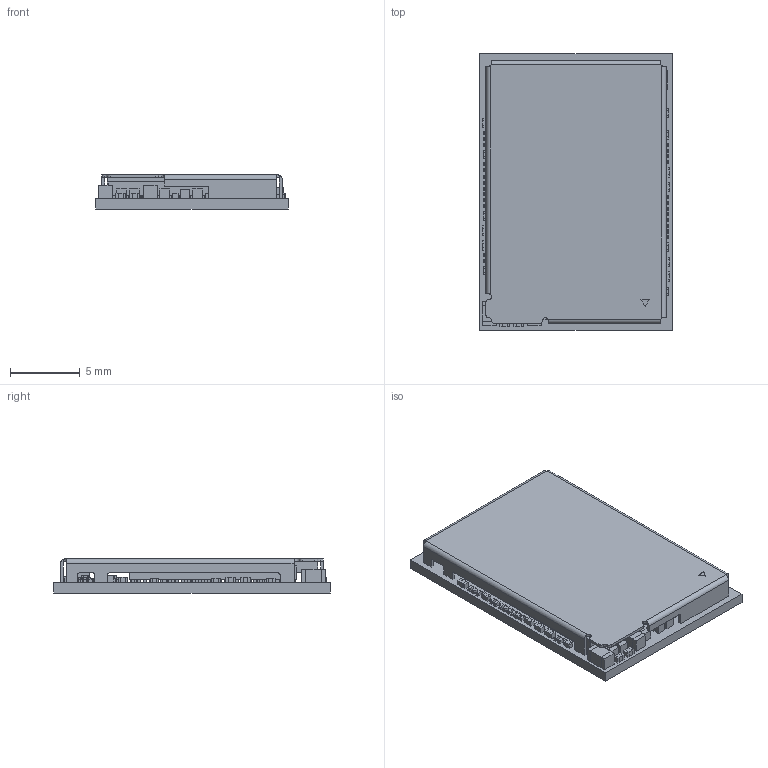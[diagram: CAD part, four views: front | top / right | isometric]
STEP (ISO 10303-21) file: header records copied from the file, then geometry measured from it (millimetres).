
FILE_DESCRIPTION(('Open CASCADE Model'),'2;1');
FILE_NAME('Open CASCADE Shape Model','2023-08-15T12:50:57',('Author'),( 'Open CASCADE'),'Open CASCADE STEP processor 7.5','Open CASCADE 7.5' ,'Unknown');
FILE_SCHEMA(('AUTOMOTIVE_DESIGN { 1 0 10303 214 1 1 1 1 }'));
Length unit declared in the file: millimetre
Products named in the file (231): PCB; Board; Open CASCADE STEP translator 7.5 1.1.1; E1; JODY-W4_Shielding_RevE_RGB10066329; U301; 1167801879072; Extruded; U100; 1167801879312; 1167820903600; C231; 1167820907680; 1167820907440; R148; 1167801880752; 1167820903280; R147; 1167820898080; 1167801880112; R146; L147; 1167801880512; U111; 1167820899680; 1167820899440; Cylinder; L163; L162; C161; U110; 1167820910720; 1167820910560; 1167820910400; 1167820910240; C146; 1167801879712; 1167801879472; L135; 1167801879872 ...
Assembly tree (613 placements, depth 4):
  PCB
    Board
      Open CASCADE STEP translator 7.5 1.1.1
    E1
      JODY-W4_Shielding_RevE_RGB10066329
    U301
      1167801879072
        Extruded
    U100
      1167801879312
        Extruded
      1167820903600
        Extruded
    C231
      1167820907680  x2
        Extruded
      1167820907440
        Extruded
    R148
      1167801880752  x2
        Extruded
      1167820903280
        Extruded
    R147
      1167820898080
        Extruded
      1167801880112  x2
        Extruded
    R146
      1167801880752  x2
        Extruded
      1167820903280
        Extruded
    L147
      1167801880752  x2
        Extruded
      1167801880512
        Extruded
    U111
      1167820899680
        Extruded
      1167820899440
        Cylinder
    L163
      1167801880752  x2
        Extruded
      1167801880512
        Extruded
    L162
      1167801880752  x2
        Extruded
      1167820903280
        Extruded
    C161
      1167801880752  x2
        Extruded
      1167820903280
        Extruded
    U110
      1167820910720
Bounding box: 13.8 x 19.8 x 2.43 mm (x, y, z)
Volume: 415.9 mm3; surface area: 1751.1 mm2
Topology: 428 solids, 428 shells, 2621 faces, 5284 edges, 3520 vertices
Faces by surface type: plane 2584, cylinder 37
Full cylindrical faces by diameter (mm): 0.14 x5, 0.2 x6
Entity records: 16775 total; most frequent: DIRECTION 2706, CARTESIAN_POINT 2237, ORIENTED_EDGE 1484, AXIS2_PLACEMENT_3D 1017, PRODUCT_DEFINITION_SHAPE 844, EDGE_CURVE 742, LINE 672, VECTOR 672
